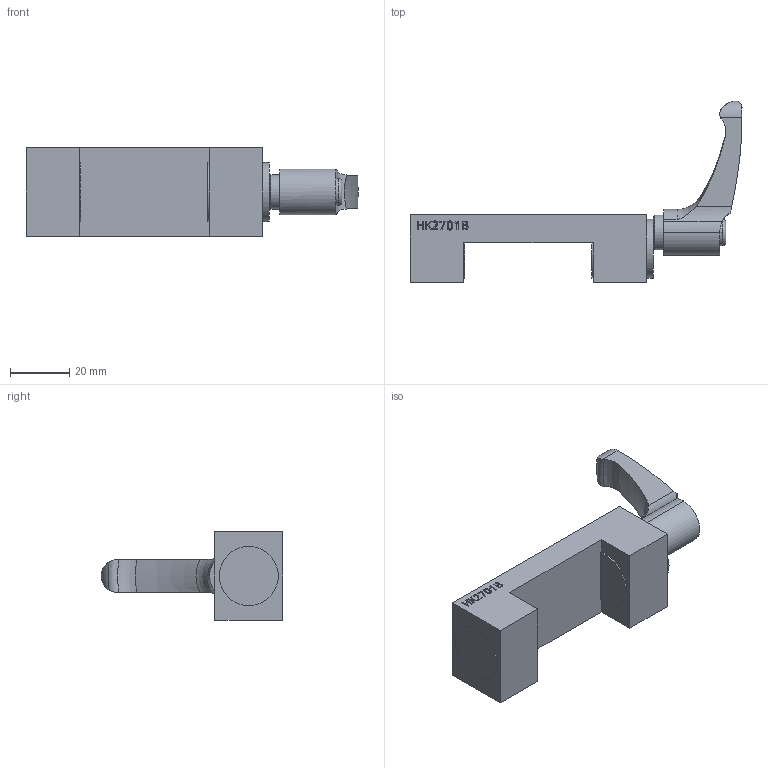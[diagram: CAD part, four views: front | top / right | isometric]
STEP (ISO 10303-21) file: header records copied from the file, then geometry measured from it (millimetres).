
FILE_DESCRIPTION(/* description */ ('Alibre Inc.'),/* implementation_level */ '2;1');
FILE_NAME(/* name */ 'export-066C961D-2044-4926-A57F-86E0E186DA6B',/* time_stamp */ '2024-08-11T10:26:09+02:00',/* author */ (''),/* organization */ (''),/* preprocessor_version */ 'ST-DEVELOPER v17',/* originating_system */ 'Alibre',/* authorisation */ '');
FILE_SCHEMA (('AUTOMOTIVE_DESIGN'));
Length unit declared in the file: millimetre
Products named in the file (3): ghkHK2701B42743; ELESA-Klemmhebel GN 604-44-M4-SG; HK2701B
Bounding box: 112.38 x 61.44 x 30 mm (x, y, z)
Volume: 45109.1 mm3; surface area: 13118.9 mm2
Topology: 2 solids, 2 shells, 236 faces, 656 edges, 439 vertices
Faces by surface type: cylinder 118, plane 100, cone 9, torus 9
Full cylindrical faces by diameter (mm): 3.242 x1, 4.917 x4, 11.8 x1, 20 x2
Entity records: 7488 total; most frequent: CARTESIAN_POINT 1433, ORIENTED_EDGE 1304, DIRECTION 1177, EDGE_CURVE 652, AXIS2_PLACEMENT_3D 462, VERTEX_POINT 439, VECTOR 362, LINE 362
